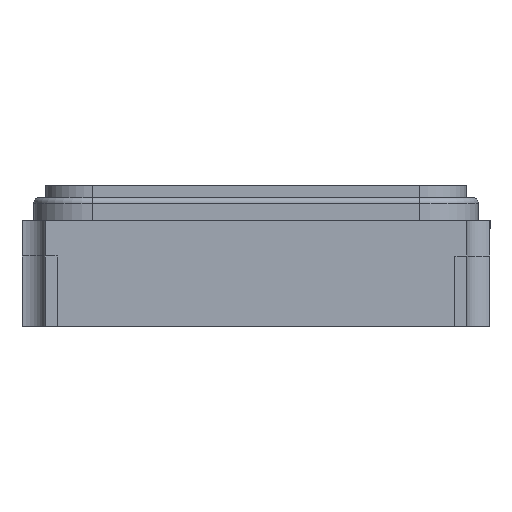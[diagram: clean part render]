
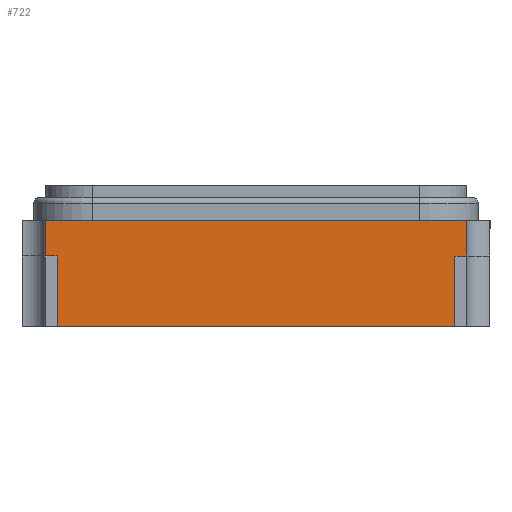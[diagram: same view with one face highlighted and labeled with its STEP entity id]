
A CAD part, left-side view. The second image highlights one B-rep face of the part: STEP entity #722.
In plain terms, the highlighted planar face has unit normal (-1, 0, 0).
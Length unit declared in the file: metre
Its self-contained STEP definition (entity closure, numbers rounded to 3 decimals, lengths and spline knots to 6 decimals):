
#722=ADVANCED_FACE('0:35',(#1767),#1768,.F.);
#1767=FACE_OUTER_BOUND('',#3225,.T.);
#1768=PLANE('',#3226);
#3225=EDGE_LOOP('',(#5221,#5222,#5223,#5224,#5225,#5226,#5227,#5228));
#3226=AXIS2_PLACEMENT_3D('',#5229,#5230,#5231);
#5221=ORIENTED_EDGE('',*,*,#10171,.T.);
#5222=ORIENTED_EDGE('',*,*,#10172,.T.);
#5223=ORIENTED_EDGE('',*,*,#10173,.F.);
#5224=ORIENTED_EDGE('',*,*,#10174,.F.);
#5225=ORIENTED_EDGE('',*,*,#10175,.T.);
#5226=ORIENTED_EDGE('',*,*,#10133,.F.);
#5227=ORIENTED_EDGE('',*,*,#10176,.T.);
#5228=ORIENTED_EDGE('',*,*,#10177,.F.);
#5229=CARTESIAN_POINT('',(-0.00125,0.00045,0.001));
#5230=DIRECTION('',(1.0,-0.0,0.0));
#5231=DIRECTION('',(0.0,1.0,0.0));
#10133=EDGE_CURVE('0:164',#12249,#12251,#12252,.T.);
#10171=EDGE_CURVE('0:149',#12305,#12306,#12307,.T.);
#10172=EDGE_CURVE('0:152',#12306,#12308,#12309,.T.);
#10173=EDGE_CURVE('0:155',#12310,#12308,#12311,.T.);
#10174=EDGE_CURVE('0:158',#12312,#12310,#12313,.T.);
#10175=EDGE_CURVE('0:161',#12312,#12251,#12314,.T.);
#10176=EDGE_CURVE('0:167',#12249,#12315,#12316,.T.);
#10177=EDGE_CURVE('0:170',#12305,#12315,#12317,.T.);
#12249=VERTEX_POINT('NONE',#15859);
#12251=VERTEX_POINT('NONE',#15861);
#12252=LINE('',#15862,#15863);
#12305=VERTEX_POINT('NONE',#16102);
#12306=VERTEX_POINT('NONE',#16103);
#12307=LINE('',#16104,#16105);
#12308=VERTEX_POINT('NONE',#16106);
#12309=LINE('',#16107,#16108);
#12310=VERTEX_POINT('NONE',#16109);
#12311=LINE('',#16110,#16111);
#12312=VERTEX_POINT('NONE',#16112);
#12313=LINE('',#16113,#16114);
#12314=LINE('',#16115,#16116);
#12315=VERTEX_POINT('NONE',#16117);
#12316=LINE('',#16118,#16119);
#12317=LINE('',#16120,#16121);
#15859=CARTESIAN_POINT('',(-0.00125,0.00045,-0.0009));
#15861=CARTESIAN_POINT('',(-0.00125,0.00045,0.0009));
#15862=CARTESIAN_POINT('',(-0.00125,0.00045,0.001));
#15863=VECTOR('',#21313,1.0);
#16102=CARTESIAN_POINT('',(-0.00125,0.0003,-0.00085));
#16103=CARTESIAN_POINT('',(-0.00125,0.0,-0.00085));
#16104=CARTESIAN_POINT('',(-0.00125,0.0003,-0.00085));
#16105=VECTOR('',#21333,1.0);
#16106=CARTESIAN_POINT('',(-0.00125,-0.0,0.00085));
#16107=CARTESIAN_POINT('',(-0.00125,0.0,0.001));
#16108=VECTOR('',#21334,1.0);
#16109=CARTESIAN_POINT('',(-0.00125,0.0003,0.00085));
#16110=CARTESIAN_POINT('',(-0.00125,0.0003,0.00085));
#16111=VECTOR('',#21335,1.0);
#16112=CARTESIAN_POINT('',(-0.00125,0.0003,0.0009));
#16113=CARTESIAN_POINT('',(-0.00125,0.0003,0.0));
#16114=VECTOR('',#21336,1.0);
#16115=CARTESIAN_POINT('',(-0.00125,0.00045,0.0009));
#16116=VECTOR('',#21337,1.0);
#16117=CARTESIAN_POINT('',(-0.00125,0.0003,-0.0009));
#16118=CARTESIAN_POINT('',(-0.00125,0.00045,-0.0009));
#16119=VECTOR('',#21338,1.0);
#16120=CARTESIAN_POINT('',(-0.00125,0.0003,0.0));
#16121=VECTOR('',#21339,1.0);
#21313=DIRECTION('',(-0.0,-0.0,1.0));
#21333=DIRECTION('',(-0.0,-1.0,-0.0));
#21334=DIRECTION('',(-0.0,-0.0,1.0));
#21335=DIRECTION('',(-0.0,-1.0,-0.0));
#21336=DIRECTION('',(0.0,0.0,-1.0));
#21337=DIRECTION('',(0.0,1.0,0.0));
#21338=DIRECTION('',(-0.0,-1.0,-0.0));
#21339=DIRECTION('',(0.0,0.0,-1.0));
